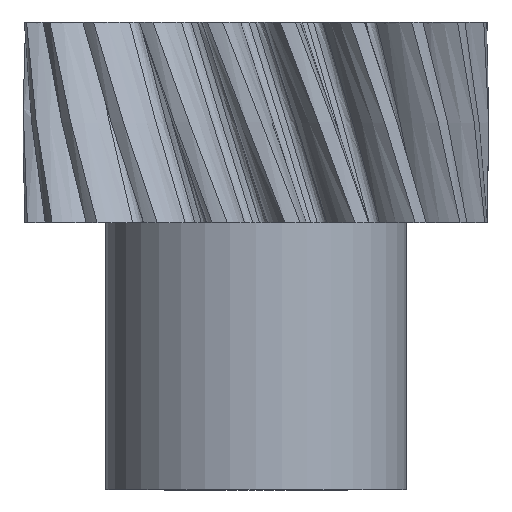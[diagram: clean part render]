
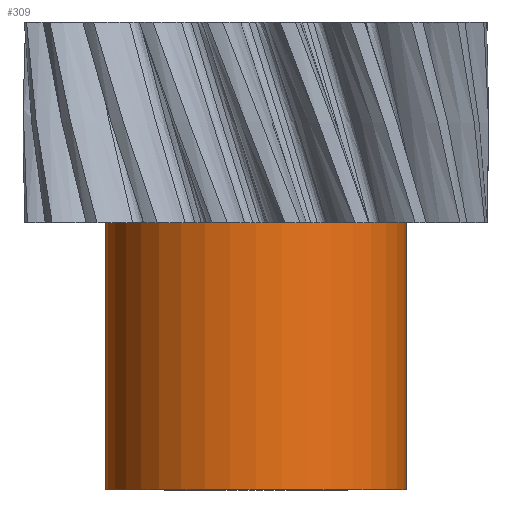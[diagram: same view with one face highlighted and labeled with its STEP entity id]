
A CAD part, front view. The second image highlights one B-rep face of the part: STEP entity #309.
In plain terms, the highlighted cylindrical face has radius 45 mm (diameter 90 mm), a partial arc.
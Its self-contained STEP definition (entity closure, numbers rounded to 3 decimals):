
#292 = ORIENTED_EDGE ( 'NONE', *, *, #1219, .F. ) ;
#300 = EDGE_LOOP ( 'NONE', ( #366, #308, #304, #292 ) ) ;
#304 = ORIENTED_EDGE ( 'NONE', *, *, #1020, .T. ) ;
#308 = ORIENTED_EDGE ( 'NONE', *, *, #310, .T. ) ;
#309 = ADVANCED_FACE ( 'NONE', ( #4955 ), #4945, .T. ) ;
#310 = EDGE_CURVE ( 'NONE', #1036, #1035, #4944, .T. ) ;
#366 = ORIENTED_EDGE ( 'NONE', *, *, #1029, .F. ) ;
#1015 = VERTEX_POINT ( 'NONE', #12728 ) ;
#1017 = VERTEX_POINT ( 'NONE', #12760 ) ;
#1020 = EDGE_CURVE ( 'NONE', #1035, #1015, #12749, .T. ) ;
#1029 = EDGE_CURVE ( 'NONE', #1036, #1017, #12788, .T. ) ;
#1035 = VERTEX_POINT ( 'NONE', #12795 ) ;
#1036 = VERTEX_POINT ( 'NONE', #12789 ) ;
#1219 = EDGE_CURVE ( 'NONE', #1017, #1015, #13632, .T. ) ;
#4943 = CARTESIAN_POINT ( 'NONE',  ( 0., 0., -80. ) ) ;
#4944 = CIRCLE ( 'NONE', #4992, 45. ) ;
#4945 = CYLINDRICAL_SURFACE ( 'NONE', #4960, 45. ) ;
#4949 = DIRECTION ( 'NONE',  ( 1., 0., 0. ) ) ;
#4955 = FACE_OUTER_BOUND ( 'NONE', #300, .T. ) ;
#4957 = DIRECTION ( 'NONE',  ( 0., 0., 1. ) ) ;
#4958 = CARTESIAN_POINT ( 'NONE',  ( 0., 0., -80. ) ) ;
#4960 = AXIS2_PLACEMENT_3D ( 'NONE', #4958, #4957, #4949 ) ;
#4990 = DIRECTION ( 'NONE',  ( 1., 0., 0. ) ) ;
#4991 = DIRECTION ( 'NONE',  ( 0., 0., 1. ) ) ;
#4992 = AXIS2_PLACEMENT_3D ( 'NONE', #4943, #4991, #4990 ) ;
#12728 = CARTESIAN_POINT ( 'NONE',  ( 45., 0., 0. ) ) ;
#12746 = DIRECTION ( 'NONE',  ( 0., 0., 1. ) ) ;
#12747 = VECTOR ( 'NONE', #12746, 1000. ) ;
#12748 = CARTESIAN_POINT ( 'NONE',  ( 45., 0., -80. ) ) ;
#12749 = LINE ( 'NONE', #12748, #12747 ) ;
#12760 = CARTESIAN_POINT ( 'NONE',  ( -45., 0., 0. ) ) ;
#12785 = DIRECTION ( 'NONE',  ( 0., 0., 1. ) ) ;
#12786 = VECTOR ( 'NONE', #12785, 1000. ) ;
#12787 = CARTESIAN_POINT ( 'NONE',  ( -45., 0., -80. ) ) ;
#12788 = LINE ( 'NONE', #12787, #12786 ) ;
#12789 = CARTESIAN_POINT ( 'NONE',  ( -45., 0., -80. ) ) ;
#12795 = CARTESIAN_POINT ( 'NONE',  ( 45., 0., -80. ) ) ;
#13594 = CARTESIAN_POINT ( 'NONE',  ( 0., 0., 0. ) ) ;
#13624 = DIRECTION ( 'NONE',  ( 1., 0., 0. ) ) ;
#13625 = DIRECTION ( 'NONE',  ( 0., 0., 1. ) ) ;
#13626 = AXIS2_PLACEMENT_3D ( 'NONE', #13594, #13625, #13624 ) ;
#13632 = CIRCLE ( 'NONE', #13626, 45. ) ;
